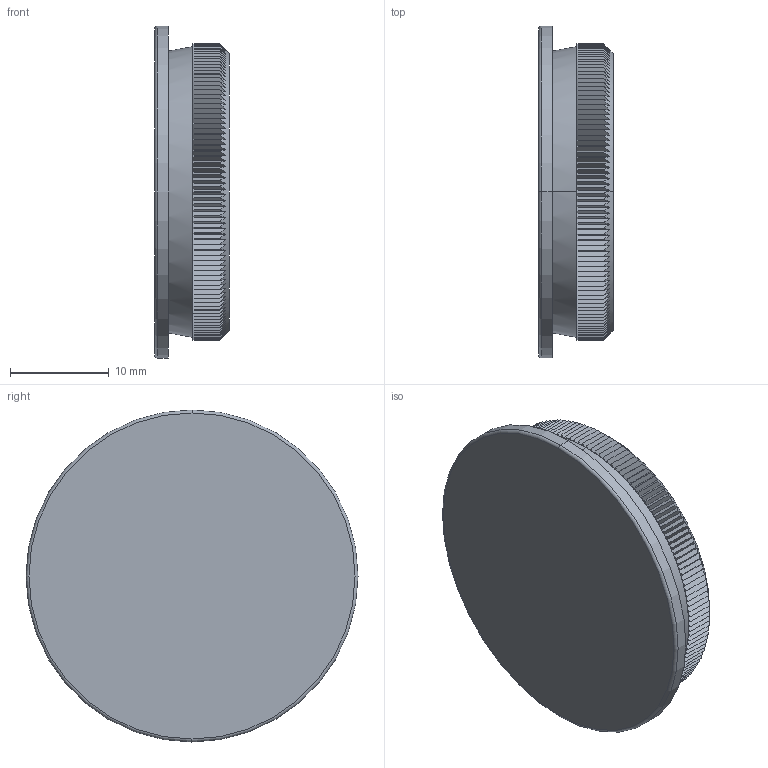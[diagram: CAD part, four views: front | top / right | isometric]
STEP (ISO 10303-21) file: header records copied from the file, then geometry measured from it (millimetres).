
FILE_DESCRIPTION (( 'STEP AP203' ), '1' );
FILE_NAME ('A_5731-233.STEP', '2023-10-16T07:19:57', ( '' ), ( '' ), 'SwSTEP 2.0', 'SolidWorks 2019', '' );
FILE_SCHEMA (( 'CONFIG_CONTROL_DESIGN' ));
Length unit declared in the file: millimetre
Products named in the file (1): A_5731-233
Bounding box: 7.6 x 33.7 x 33.7 mm (x, y, z)
Volume: 5408.4 mm3; surface area: 2861.7 mm2
Topology: 1 solids, 1 shells, 796 faces, 2063 edges, 1270 vertices
Faces by surface type: plane 631, cylinder 159, cone 4, torus 2
Entity records: 24394 total; most frequent: CARTESIAN_POINT 5078, ORIENTED_EDGE 4126, DIRECTION 3983, EDGE_CURVE 2063, AXIS2_PLACEMENT_3D 1439, VERTEX_POINT 1270, VECTOR 1105, LINE 1105
